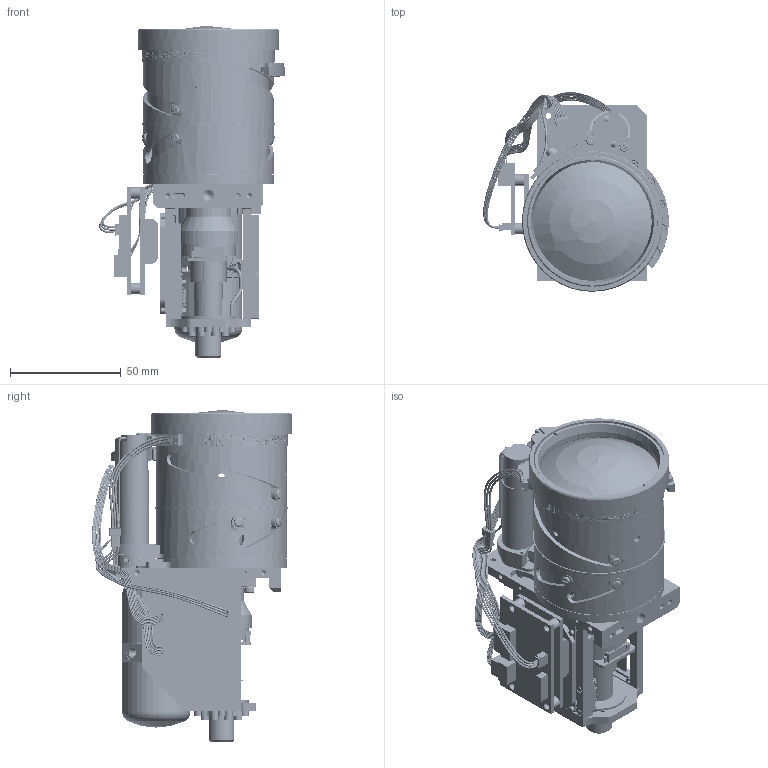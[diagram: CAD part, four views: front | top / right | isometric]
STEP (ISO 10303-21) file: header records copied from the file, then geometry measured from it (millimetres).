
FILE_DESCRIPTION (( 'STEP AP214' ), '1' );
FILE_NAME ('20-70039 Mechanical ICD, Ventus Compact MK2 Core RevB.STEP', '2025-05-15T15:22:11', ( '' ), ( '' ), 'SwSTEP 2.0', 'SolidWorks 2023', '' );
FILE_SCHEMA (( 'AUTOMOTIVE_DESIGN' ));
Length unit declared in the file: millimetre
Products named in the file (1): 20-70039 Mechanical ICD, Ventus Compact MK2 Core RevB
Bounding box: 83.77 x 90.14 x 149.86 mm (x, y, z)
Surface area: 133700.3 mm2 (no closed solid volume)
Topology: 0 solids, 186 shells, 4110 faces, 11297 edges, 7424 vertices
Faces by surface type: plane 2033, cylinder 1305, cone 442, bspline 169, torus 133, sphere 28
Entity records: 176097 total; most frequent: CARTESIAN_POINT 78000, ORIENTED_EDGE 20920, DIRECTION 17607, EDGE_CURVE 11212, VERTEX_POINT 7410, AXIS2_PLACEMENT_3D 6390, VECTOR 4827, LINE 4827
